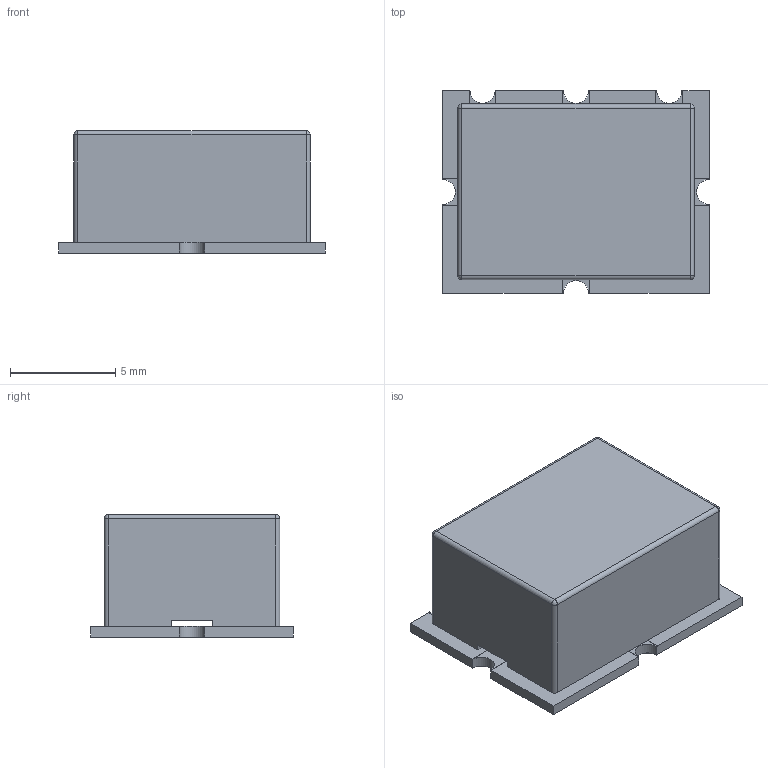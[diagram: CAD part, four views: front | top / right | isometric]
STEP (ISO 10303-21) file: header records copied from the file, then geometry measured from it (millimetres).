
FILE_DESCRIPTION(/* description */ (''),/* implementation_level */ '2;1');
FILE_NAME(/* name */ 'Mini-Circuits_TTT167-3D.step',/* time_stamp */ '2022-03-10T13:00:34+02:00',/* author */ (''),/* organization */ (''),/* preprocessor_version */ 'ST-DEVELOPER v18.1',/* originating_system */ 'Autodesk Translation Framework v10.13.0.1454',/* authorisation */ '');
FILE_SCHEMA (('AUTOMOTIVE_DESIGN { 1 0 10303 214 3 1 1 }'));
Length unit declared in the file: millimetre
Products named in the file (1): (Unsaved)
Bounding box: 12.7 x 9.65 x 5.84 mm (x, y, z)
Volume: 171.4 mm3; surface area: 1066.9 mm2
Topology: 12 solids, 12 shells, 160 faces, 400 edges, 260 vertices
Faces by surface type: plane 130, cylinder 26, sphere 4
Entity records: 4871 total; most frequent: CARTESIAN_POINT 817, ORIENTED_EDGE 792, DIRECTION 770, EDGE_CURVE 396, LINE 344, VECTOR 344, VERTEX_POINT 260, AXIS2_PLACEMENT_3D 213
